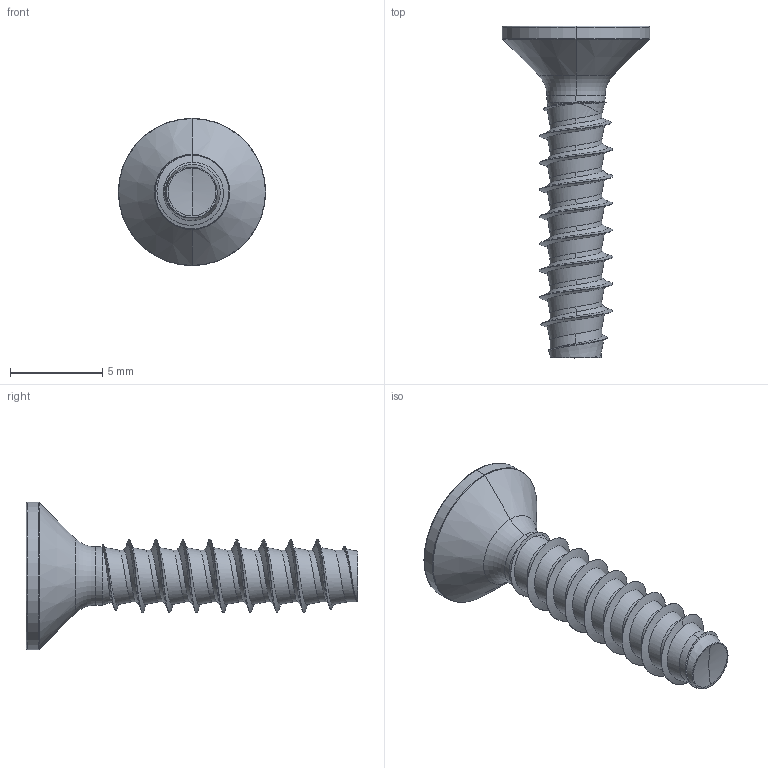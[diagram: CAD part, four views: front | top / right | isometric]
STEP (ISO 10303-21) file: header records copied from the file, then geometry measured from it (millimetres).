
FILE_DESCRIPTION (( 'STEP AP203' ), '1' );
FILE_NAME ('STP330400180.STEP', '2017-08-15T16:31:24', ( '' ), ( '' ), 'SwSTEP 2.0', 'SolidWorks 2015', '' );
FILE_SCHEMA (( 'CONFIG_CONTROL_DESIGN' ));
Length unit declared in the file: millimetre
Products named in the file (1): STP330400180
Bounding box: 8 x 18 x 8 mm (x, y, z)
Volume: 198.2 mm3; surface area: 366.3 mm2
Topology: 1 solids, 1 shells, 177 faces, 402 edges, 227 vertices
Faces by surface type: cylinder 64, bspline 51, sphere 26, plane 22, cone 8, torus 6
Entity records: 22742 total; most frequent: CARTESIAN_POINT 19171, ORIENTED_EDGE 800, DIRECTION 646, EDGE_CURVE 400, AXIS2_PLACEMENT_3D 265, VERTEX_POINT 227, EDGE_LOOP 179, ADVANCED_FACE 177
